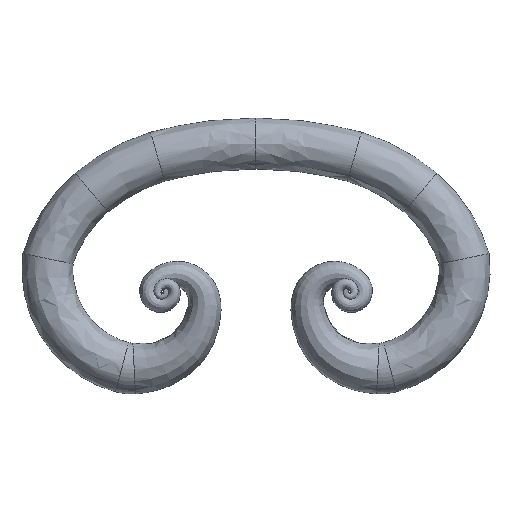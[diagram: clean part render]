
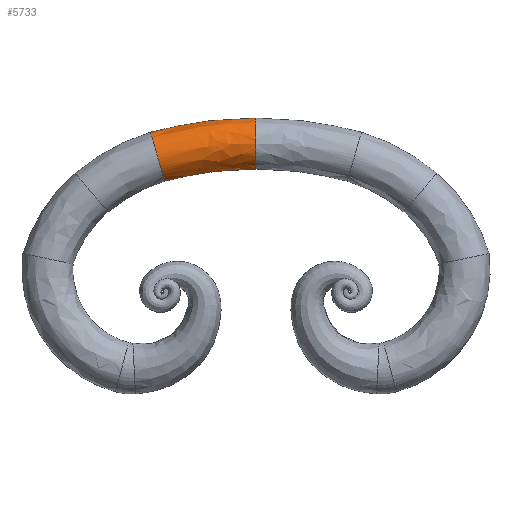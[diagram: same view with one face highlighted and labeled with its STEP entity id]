
A CAD part, top view. The second image highlights one B-rep face of the part: STEP entity #5733.
In plain terms, the highlighted free-form (B-spline) face has degree [3, 3] with [7, 6] control points.
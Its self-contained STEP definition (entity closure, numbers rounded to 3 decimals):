
#166 = DIRECTION ( 'NONE',  ( 0., -1., 0. ) ) ;
#457 = CARTESIAN_POINT ( 'NONE',  ( 28.706, 47., 0. ) ) ;
#759 = CARTESIAN_POINT ( 'NONE',  ( 28.706, 47., 12. ) ) ;
#814 = CARTESIAN_POINT ( 'NONE',  ( 26.359, 58.946, 0. ) ) ;
#862 = CARTESIAN_POINT ( 'NONE',  ( 22.62, 46.862, -12. ) ) ;
#1090 = EDGE_CURVE ( 'NONE', #6777, #13839, #5314, .T. ) ;
#1135 = CARTESIAN_POINT ( 'NONE',  ( 3.857, 55.672, 0. ) ) ;
#1582 = CARTESIAN_POINT ( 'NONE',  ( 26.359, 58.946, 0. ) ) ;
#1942 = CARTESIAN_POINT ( 'NONE',  ( 22.62, 46.862, 12. ) ) ;
#1992 = CARTESIAN_POINT ( 'NONE',  ( 13.313, 57.907, 0. ) ) ;
#2046 = CARTESIAN_POINT ( 'NONE',  ( 10.298, 44.87, -12. ) ) ;
#2249 = CARTESIAN_POINT ( 'NONE',  ( 26.679, 46.954, 0. ) ) ;
#2355 = CIRCLE ( 'NONE', #13020, 6. ) ;
#2602 = ORIENTED_EDGE ( 'NONE', *, *, #6280, .T. ) ;
#2743 = CARTESIAN_POINT ( 'NONE',  ( 13.313, 57.907, 0. ) ) ;
#3094 = CARTESIAN_POINT ( 'NONE',  ( 10.298, 44.87, 12. ) ) ;
#3150 = CARTESIAN_POINT ( 'NONE',  ( 3.857, 55.672, 0. ) ) ;
#3203 = CARTESIAN_POINT ( 'NONE',  ( 28.706, 47., 0. ) ) ;
#3413 = CARTESIAN_POINT ( 'NONE',  ( 15.397, 46.064, 0. ) ) ;
#3473 = EDGE_CURVE ( 'NONE', #10091, #13839, #10911, .T. ) ;
#3762 =( BOUNDED_SURFACE ( )  B_SPLINE_SURFACE ( 3, 3, ( 
 ( #5410, #4232, #12167, #6537, #14463, #7664 ),
 ( #759, #8800, #1942, #9933, #3094, #11079 ),
 ( #4292, #12219, #5458, #13374, #6590, #14514 ),
 ( #7714, #814, #8857, #1992, #9985, #3150 ),
 ( #11130, #4344, #12275, #5513, #13425, #6641 ),
 ( #14566, #7766, #862, #8907, #2046, #10037 ),
 ( #3203, #11182, #4396, #12323, #5567, #13483 ) ),
 .UNSPECIFIED., .T., .F., .T. ) 
 B_SPLINE_SURFACE_WITH_KNOTS ( ( 4, 3, 4 ),
 ( 4, 1, 1, 4 ),
 ( 0., 0.5, 1. ),
 ( 0., 0.28, 0.56, 1. ),
 .UNSPECIFIED. ) 
 GEOMETRIC_REPRESENTATION_ITEM ( )  RATIONAL_B_SPLINE_SURFACE ( (
 ( 1., 1., 1., 1., 1., 1.),
 ( 0.333, 0.333, 0.333, 0.333, 0.333, 0.333),
 ( 0.333, 0.333, 0.333, 0.333, 0.333, 0.333),
 ( 1., 1., 1., 1., 1., 1.),
 ( 0.333, 0.333, 0.333, 0.333, 0.333, 0.333),
 ( 0.333, 0.333, 0.333, 0.333, 0.333, 0.333),
 ( 1., 1., 1., 1., 1., 1.) ) ) 
 REPRESENTATION_ITEM ( '' )  SURFACE ( )  );
#3934 = CARTESIAN_POINT ( 'NONE',  ( 3.857, 55.672, 0. ) ) ;
#4232 = CARTESIAN_POINT ( 'NONE',  ( 26.679, 46.954, 0. ) ) ;
#4292 = CARTESIAN_POINT ( 'NONE',  ( 28.706, 59., 12. ) ) ;
#4344 = CARTESIAN_POINT ( 'NONE',  ( 26.359, 58.946, -12. ) ) ;
#4396 = CARTESIAN_POINT ( 'NONE',  ( 22.62, 46.862, 0. ) ) ;
#4613 = CARTESIAN_POINT ( 'NONE',  ( 7.184, 44.141, 0. ) ) ;
#5314 =( BOUNDED_CURVE ( )  B_SPLINE_CURVE ( 3, ( #6945, #13732, #5812, #14866 ),
 .UNSPECIFIED., .F., .F. ) 
 B_SPLINE_CURVE_WITH_KNOTS ( ( 4, 4 ),
 ( 0.5, 1. ),
 .UNSPECIFIED. ) 
 CURVE ( )  GEOMETRIC_REPRESENTATION_ITEM ( )  RATIONAL_B_SPLINE_CURVE ( ( 1., 0.333, 0.333, 1. ) ) 
 REPRESENTATION_ITEM ( '' )  );
#5410 = CARTESIAN_POINT ( 'NONE',  ( 28.706, 47., 0. ) ) ;
#5458 = CARTESIAN_POINT ( 'NONE',  ( 21.66, 58.838, 12. ) ) ;
#5513 = CARTESIAN_POINT ( 'NONE',  ( 13.313, 57.907, -12. ) ) ;
#5567 = CARTESIAN_POINT ( 'NONE',  ( 10.298, 44.87, 0. ) ) ;
#5733 = ADVANCED_FACE ( 'NONE', ( #12573 ), #3762, .T. ) ;
#5812 = CARTESIAN_POINT ( 'NONE',  ( 7.184, 44.141, 12. ) ) ;
#6280 = EDGE_CURVE ( 'NONE', #8179, #6777, #10862, .T. ) ;
#6489 = CARTESIAN_POINT ( 'NONE',  ( 7.184, 44.141, 0. ) ) ;
#6537 = CARTESIAN_POINT ( 'NONE',  ( 15.397, 46.064, 0. ) ) ;
#6590 = CARTESIAN_POINT ( 'NONE',  ( 7.443, 56.52, 12. ) ) ;
#6641 = CARTESIAN_POINT ( 'NONE',  ( 3.857, 55.672, -12. ) ) ;
#6720 = EDGE_LOOP ( 'NONE', ( #8341, #2602, #12442, #13972 ) ) ;
#6777 = VERTEX_POINT ( 'NONE', #1135 ) ;
#6945 = CARTESIAN_POINT ( 'NONE',  ( 3.857, 55.672, 0. ) ) ;
#7114 = DIRECTION ( 'NONE',  ( -1., 0., 0. ) ) ;
#7664 = CARTESIAN_POINT ( 'NONE',  ( 7.184, 44.141, 0. ) ) ;
#7714 = CARTESIAN_POINT ( 'NONE',  ( 28.706, 59., 0. ) ) ;
#7766 = CARTESIAN_POINT ( 'NONE',  ( 26.679, 46.954, -12. ) ) ;
#8179 = VERTEX_POINT ( 'NONE', #12285 ) ;
#8341 = ORIENTED_EDGE ( 'NONE', *, *, #8723, .T. ) ;
#8723 = EDGE_CURVE ( 'NONE', #10091, #8179, #2355, .T. ) ;
#8800 = CARTESIAN_POINT ( 'NONE',  ( 26.679, 46.954, 12. ) ) ;
#8857 = CARTESIAN_POINT ( 'NONE',  ( 21.66, 58.838, 0. ) ) ;
#8907 = CARTESIAN_POINT ( 'NONE',  ( 15.397, 46.064, -12. ) ) ;
#9103 = CARTESIAN_POINT ( 'NONE',  ( 28.706, 47., 0. ) ) ;
#9601 = CARTESIAN_POINT ( 'NONE',  ( 21.66, 58.838, 0. ) ) ;
#9933 = CARTESIAN_POINT ( 'NONE',  ( 15.397, 46.064, 12. ) ) ;
#9985 = CARTESIAN_POINT ( 'NONE',  ( 7.443, 56.52, 0. ) ) ;
#10037 = CARTESIAN_POINT ( 'NONE',  ( 7.184, 44.141, -12. ) ) ;
#10091 = VERTEX_POINT ( 'NONE', #457 ) ;
#10242 = CARTESIAN_POINT ( 'NONE',  ( 22.62, 46.862, 0. ) ) ;
#10737 = CARTESIAN_POINT ( 'NONE',  ( 7.443, 56.52, 0. ) ) ;
#10862 = B_SPLINE_CURVE_WITH_KNOTS ( 'NONE', 3,
 ( #14125, #1582, #9601, #2743, #10737, #3934 ),
 .UNSPECIFIED., .F., .F.,
 ( 4, 1, 1, 4 ),
 ( 0., 0.28, 0.56, 1. ),
 .UNSPECIFIED. ) ;
#10911 = B_SPLINE_CURVE_WITH_KNOTS ( 'NONE', 3,
 ( #9103, #2249, #10242, #3413, #11385, #4613 ),
 .UNSPECIFIED., .F., .F.,
 ( 4, 1, 1, 4 ),
 ( 0., 0.28, 0.56, 1. ),
 .UNSPECIFIED. ) ;
#11079 = CARTESIAN_POINT ( 'NONE',  ( 7.184, 44.141, 12. ) ) ;
#11130 = CARTESIAN_POINT ( 'NONE',  ( 28.706, 59., -12. ) ) ;
#11182 = CARTESIAN_POINT ( 'NONE',  ( 26.679, 46.954, 0. ) ) ;
#11385 = CARTESIAN_POINT ( 'NONE',  ( 10.298, 44.87, 0. ) ) ;
#12167 = CARTESIAN_POINT ( 'NONE',  ( 22.62, 46.862, 0. ) ) ;
#12219 = CARTESIAN_POINT ( 'NONE',  ( 26.359, 58.946, 12. ) ) ;
#12275 = CARTESIAN_POINT ( 'NONE',  ( 21.66, 58.838, -12. ) ) ;
#12285 = CARTESIAN_POINT ( 'NONE',  ( 28.706, 59., 0. ) ) ;
#12323 = CARTESIAN_POINT ( 'NONE',  ( 15.397, 46.064, 0. ) ) ;
#12442 = ORIENTED_EDGE ( 'NONE', *, *, #1090, .T. ) ;
#12573 = FACE_OUTER_BOUND ( 'NONE', #6720, .T. ) ;
#13020 = AXIS2_PLACEMENT_3D ( 'NONE', #13900, #7114, #166 ) ;
#13374 = CARTESIAN_POINT ( 'NONE',  ( 13.313, 57.907, 12. ) ) ;
#13425 = CARTESIAN_POINT ( 'NONE',  ( 7.443, 56.52, -12. ) ) ;
#13483 = CARTESIAN_POINT ( 'NONE',  ( 7.184, 44.141, 0. ) ) ;
#13732 = CARTESIAN_POINT ( 'NONE',  ( 3.857, 55.672, 12. ) ) ;
#13839 = VERTEX_POINT ( 'NONE', #6489 ) ;
#13900 = CARTESIAN_POINT ( 'NONE',  ( 28.706, 53., 0. ) ) ;
#13972 = ORIENTED_EDGE ( 'NONE', *, *, #3473, .F. ) ;
#14125 = CARTESIAN_POINT ( 'NONE',  ( 28.706, 59., 0. ) ) ;
#14463 = CARTESIAN_POINT ( 'NONE',  ( 10.298, 44.87, 0. ) ) ;
#14514 = CARTESIAN_POINT ( 'NONE',  ( 3.857, 55.672, 12. ) ) ;
#14566 = CARTESIAN_POINT ( 'NONE',  ( 28.706, 47., -12. ) ) ;
#14866 = CARTESIAN_POINT ( 'NONE',  ( 7.184, 44.141, 0. ) ) ;
